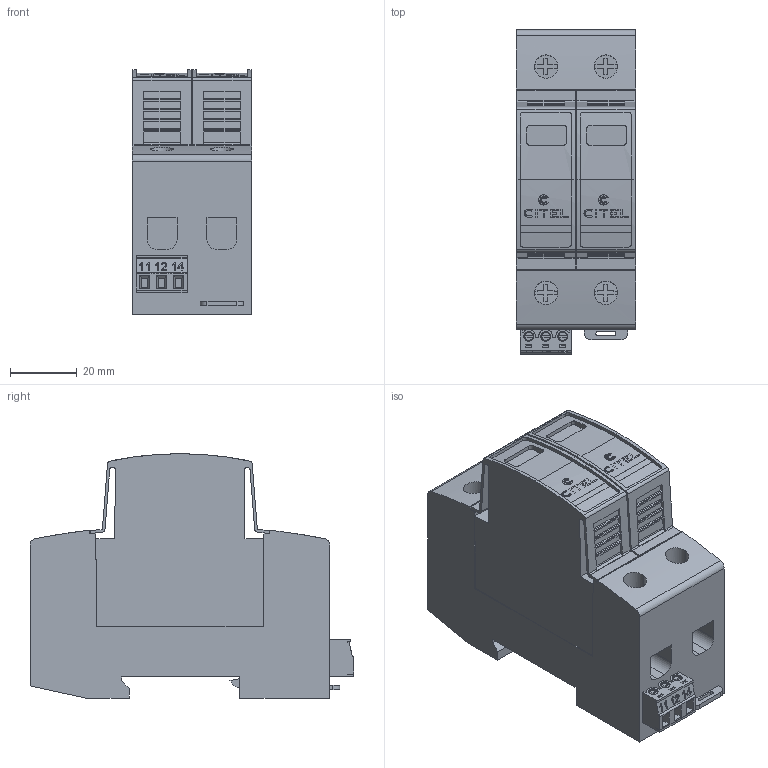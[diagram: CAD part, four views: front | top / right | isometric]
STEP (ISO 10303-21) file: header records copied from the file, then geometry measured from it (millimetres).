
FILE_DESCRIPTION(('STEP AP242'),'1');
FILE_NAME('dac50vgs-11-150.stp','2021-11-08T13:15:38',('TraceParts'),('TraceParts S.A.'),'Spatial InterOp 3D',' ',' ');
FILE_SCHEMA(('AP242_MANAGED_MODEL_BASED_3D_ENGINEERING_MIM_LF {1 0 10303 442 1 1 4}'));
Length unit declared in the file: millimetre
Products named in the file (1): dac50vgs-11-150
Bounding box: 36 x 97.3 x 73.5 mm (x, y, z)
Volume: 173429.9 mm3; surface area: 37168.2 mm2
Topology: 1 solids, 3 shells, 1217 faces, 3448 edges, 2284 vertices
Faces by surface type: plane 946, cylinder 213, bspline 46, cone 12
Entity records: 47917 total; most frequent: CARTESIAN_POINT 11078, ORIENTED_EDGE 6896, DIRECTION 6040, EDGE_CURVE 3448, LINE 2604, VECTOR 2604, VERTEX_POINT 2284, AXIS2_PLACEMENT_3D 1718
